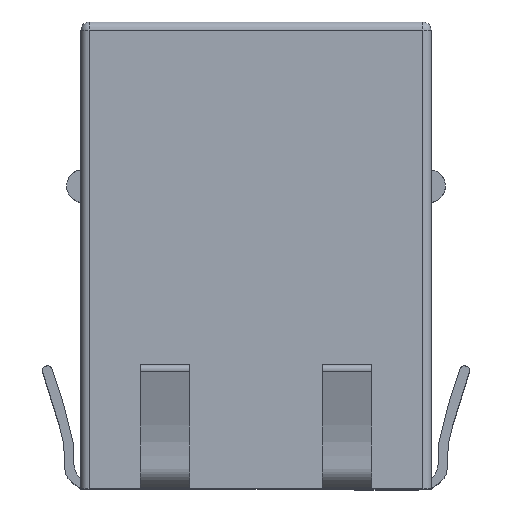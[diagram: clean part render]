
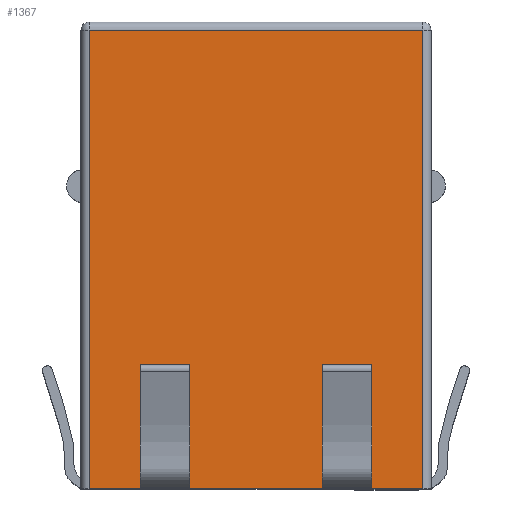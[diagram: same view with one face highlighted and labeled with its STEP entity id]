
A CAD part, top view. The second image highlights one B-rep face of the part: STEP entity #1367.
In plain terms, the highlighted planar face has unit normal (0, 0, 1).
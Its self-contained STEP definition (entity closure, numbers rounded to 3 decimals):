
#505 = EDGE_CURVE('',#506,#508,#510,.T.);
#506 = VERTEX_POINT('',#507);
#507 = CARTESIAN_POINT('',(1.881,-17.1,13.8));
#508 = VERTEX_POINT('',#509);
#509 = CARTESIAN_POINT('',(-13.311,-17.1,13.8));
#510 = LINE('',#511,#512);
#511 = CARTESIAN_POINT('',(2.26,-17.1,13.8));
#512 = VECTOR('',#513,1.);
#513 = DIRECTION('',(-1.,0.,0.));
#750 = VERTEX_POINT('',#751);
#751 = CARTESIAN_POINT('',(1.881,3.771,13.8));
#758 = EDGE_CURVE('',#750,#506,#759,.T.);
#759 = LINE('',#760,#761);
#760 = CARTESIAN_POINT('',(1.881,4.15,13.8));
#761 = VECTOR('',#762,1.);
#762 = DIRECTION('',(0.,-1.,0.));
#1118 = EDGE_CURVE('',#508,#1119,#1121,.T.);
#1119 = VERTEX_POINT('',#1120);
#1120 = CARTESIAN_POINT('',(-13.311,3.771,13.8));
#1121 = LINE('',#1122,#1123);
#1122 = CARTESIAN_POINT('',(-13.311,-17.1,13.8));
#1123 = VECTOR('',#1124,1.);
#1124 = DIRECTION('',(0.,1.,0.));
#1250 = EDGE_CURVE('',#1119,#750,#1251,.T.);
#1251 = LINE('',#1252,#1253);
#1252 = CARTESIAN_POINT('',(-13.69,3.771,13.8));
#1253 = VECTOR('',#1254,1.);
#1254 = DIRECTION('',(1.,0.,0.));
#1367 = ADVANCED_FACE('',(#1368,#1374,#1408),#1442,.F.);
#1368 = FACE_BOUND('',#1369,.T.);
#1369 = EDGE_LOOP('',(#1370,#1371,#1372,#1373));
#1370 = ORIENTED_EDGE('',*,*,#1250,.F.);
#1371 = ORIENTED_EDGE('',*,*,#1118,.F.);
#1372 = ORIENTED_EDGE('',*,*,#505,.F.);
#1373 = ORIENTED_EDGE('',*,*,#758,.F.);
#1374 = FACE_BOUND('',#1375,.T.);
#1375 = EDGE_LOOP('',(#1376,#1386,#1394,#1402));
#1376 = ORIENTED_EDGE('',*,*,#1377,.T.);
#1377 = EDGE_CURVE('',#1378,#1380,#1382,.T.);
#1378 = VERTEX_POINT('',#1379);
#1379 = CARTESIAN_POINT('',(-2.696,-16.593,13.8));
#1380 = VERTEX_POINT('',#1381);
#1381 = CARTESIAN_POINT('',(-0.439,-16.593,13.8));
#1382 = LINE('',#1383,#1384);
#1383 = CARTESIAN_POINT('',(-2.696,-16.593,13.8));
#1384 = VECTOR('',#1385,1.);
#1385 = DIRECTION('',(1.,0.,0.));
#1386 = ORIENTED_EDGE('',*,*,#1387,.T.);
#1387 = EDGE_CURVE('',#1380,#1388,#1390,.T.);
#1388 = VERTEX_POINT('',#1389);
#1389 = CARTESIAN_POINT('',(-0.439,-17.062,13.8));
#1390 = LINE('',#1391,#1392);
#1391 = CARTESIAN_POINT('',(-0.439,-6.475,13.8));
#1392 = VECTOR('',#1393,1.);
#1393 = DIRECTION('',(0.,-1.,0.));
#1394 = ORIENTED_EDGE('',*,*,#1395,.F.);
#1395 = EDGE_CURVE('',#1396,#1388,#1398,.T.);
#1396 = VERTEX_POINT('',#1397);
#1397 = CARTESIAN_POINT('',(-2.696,-17.062,13.8));
#1398 = LINE('',#1399,#1400);
#1399 = CARTESIAN_POINT('',(-2.696,-17.062,13.8));
#1400 = VECTOR('',#1401,1.);
#1401 = DIRECTION('',(1.,0.,0.));
#1402 = ORIENTED_EDGE('',*,*,#1403,.F.);
#1403 = EDGE_CURVE('',#1378,#1396,#1404,.T.);
#1404 = LINE('',#1405,#1406);
#1405 = CARTESIAN_POINT('',(-2.696,-6.475,13.8));
#1406 = VECTOR('',#1407,1.);
#1407 = DIRECTION('',(0.,-1.,0.));
#1408 = FACE_BOUND('',#1409,.T.);
#1409 = EDGE_LOOP('',(#1410,#1420,#1428,#1436));
#1410 = ORIENTED_EDGE('',*,*,#1411,.F.);
#1411 = EDGE_CURVE('',#1412,#1414,#1416,.T.);
#1412 = VERTEX_POINT('',#1413);
#1413 = CARTESIAN_POINT('',(-10.991,-16.593,13.8));
#1414 = VERTEX_POINT('',#1415);
#1415 = CARTESIAN_POINT('',(-10.991,-17.062,13.8));
#1416 = LINE('',#1417,#1418);
#1417 = CARTESIAN_POINT('',(-10.991,-6.475,13.8));
#1418 = VECTOR('',#1419,1.);
#1419 = DIRECTION('',(0.,-1.,0.));
#1420 = ORIENTED_EDGE('',*,*,#1421,.F.);
#1421 = EDGE_CURVE('',#1422,#1412,#1424,.T.);
#1422 = VERTEX_POINT('',#1423);
#1423 = CARTESIAN_POINT('',(-8.734,-16.593,13.8));
#1424 = LINE('',#1425,#1426);
#1425 = CARTESIAN_POINT('',(-8.734,-16.593,13.8));
#1426 = VECTOR('',#1427,1.);
#1427 = DIRECTION('',(-1.,0.,0.));
#1428 = ORIENTED_EDGE('',*,*,#1429,.F.);
#1429 = EDGE_CURVE('',#1430,#1422,#1432,.T.);
#1430 = VERTEX_POINT('',#1431);
#1431 = CARTESIAN_POINT('',(-8.734,-17.062,13.8));
#1432 = LINE('',#1433,#1434);
#1433 = CARTESIAN_POINT('',(-8.734,-6.475,13.8));
#1434 = VECTOR('',#1435,1.);
#1435 = DIRECTION('',(0.,1.,0.));
#1436 = ORIENTED_EDGE('',*,*,#1437,.T.);
#1437 = EDGE_CURVE('',#1430,#1414,#1438,.T.);
#1438 = LINE('',#1439,#1440);
#1439 = CARTESIAN_POINT('',(-8.734,-17.062,13.8));
#1440 = VECTOR('',#1441,1.);
#1441 = DIRECTION('',(-1.,0.,0.));
#1442 = PLANE('',#1443);
#1443 = AXIS2_PLACEMENT_3D('',#1444,#1445,#1446);
#1444 = CARTESIAN_POINT('',(-5.715,-6.475,13.8));
#1445 = DIRECTION('',(0.,0.,-1.));
#1446 = DIRECTION('',(-1.,0.,0.));
